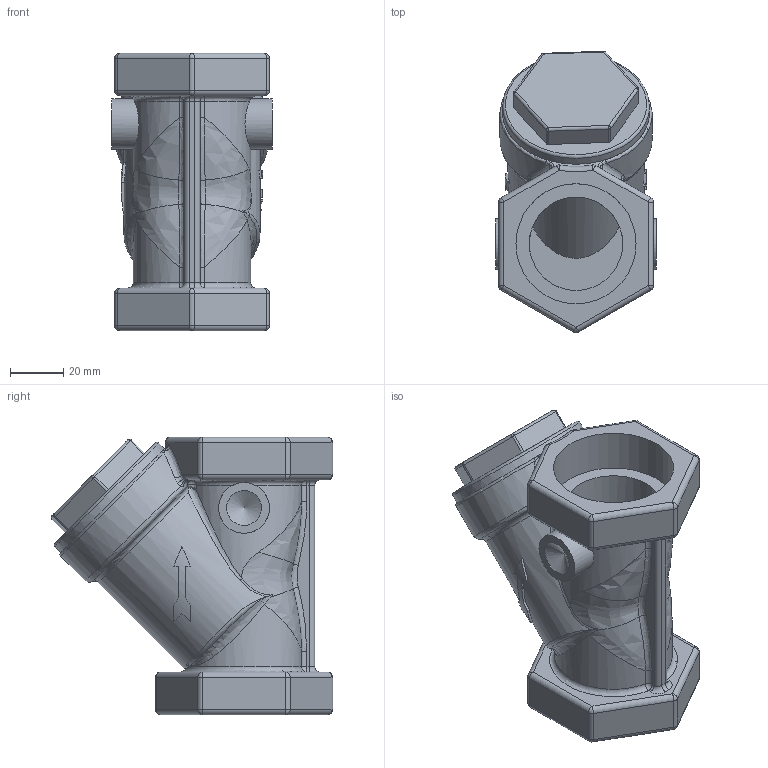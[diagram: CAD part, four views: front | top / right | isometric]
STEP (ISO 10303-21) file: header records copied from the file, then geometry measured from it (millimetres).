
FILE_DESCRIPTION(/* description */ (''),/* implementation_level */ '2;1');
FILE_NAME(/* name */ 'filtr_5_4inch.stp',/* time_stamp */ '2021-09-07T21:24:02+02:00',/* author */ ('Szymon'),/* organization */ (''),/* preprocessor_version */ 'ST-DEVELOPER v18',/* originating_system */ 'Autodesk Inventor 2020',/* authorisation */ '');
FILE_SCHEMA (('AUTOMOTIVE_DESIGN { 1 0 10303 214 3 1 1 }'));
Length unit declared in the file: millimetre
Products named in the file (1): FILTRO 1,5''
Bounding box: 60 x 105.33 x 104 mm (x, y, z)
Volume: 147333.7 mm3; surface area: 67180.8 mm2
Topology: 1 solids, 1 shells, 301 faces, 729 edges, 431 vertices
Faces by surface type: bspline 109, cylinder 88, plane 55, sphere 36, torus 11, cone 2
Full cylindrical faces by diameter (mm): 13 x2, 19 x2, 35 x2, 37.24 x1, 38.065 x1, 40 x1, 45 x2, 55 x1
Entity records: 13260 total; most frequent: CARTESIAN_POINT 6879, ORIENTED_EDGE 1438, DIRECTION 1118, EDGE_CURVE 719, AXIS2_PLACEMENT_3D 454, VERTEX_POINT 431, EDGE_LOOP 318, FACE_OUTER_BOUND 301
